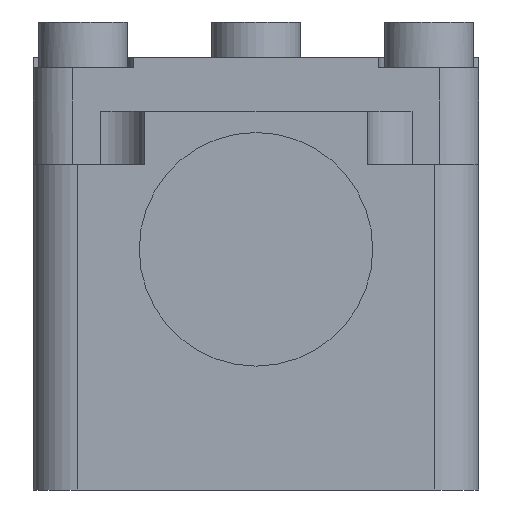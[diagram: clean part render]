
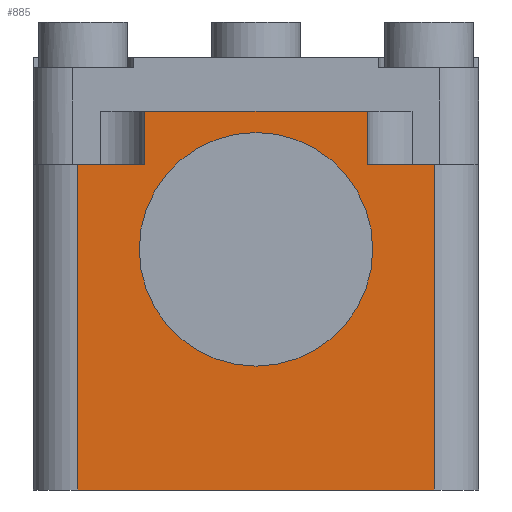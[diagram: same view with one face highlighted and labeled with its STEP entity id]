
A CAD part, front view. The second image highlights one B-rep face of the part: STEP entity #885.
In plain terms, the highlighted planar face has unit normal (0, -1, 0).
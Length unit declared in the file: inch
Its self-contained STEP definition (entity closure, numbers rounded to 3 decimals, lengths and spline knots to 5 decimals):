
#51 = EDGE_CURVE ( 'NONE', #2110, #2479, #4984, .T. ) ;
#54 = ORIENTED_EDGE ( 'NONE', *, *, #2591, .F. ) ;
#116 = CARTESIAN_POINT ( 'NONE',  ( 1.22441, -2.50787, 1.14961 ) ) ;
#153 = VERTEX_POINT ( 'NONE', #1816 ) ;
#158 = CARTESIAN_POINT ( 'NONE',  ( 0.59449, -2.50787, 0.4378 ) ) ;
#237 = CARTESIAN_POINT ( 'NONE',  ( -0.19291, -2.50787, 1.14961 ) ) ;
#247 = DIRECTION ( 'NONE',  ( 0., 0., 1. ) ) ;
#278 = PLANE ( 'NONE',  #4486 ) ;
#368 = VERTEX_POINT ( 'NONE', #1170 ) ;
#464 = ORIENTED_EDGE ( 'NONE', *, *, #3723, .F. ) ;
#498 = VECTOR ( 'NONE', #1833, 39.37008 ) ;
#565 = ORIENTED_EDGE ( 'NONE', *, *, #4291, .F. ) ;
#595 = CIRCLE ( 'NONE', #3526, 0.4126 ) ;
#711 = ORIENTED_EDGE ( 'NONE', *, *, #1292, .F. ) ;
#729 = CARTESIAN_POINT ( 'NONE',  ( -0.19291, -2.50787, 1.37795 ) ) ;
#741 = DIRECTION ( 'NONE',  ( 0., 0., 1. ) ) ;
#885 = ADVANCED_FACE ( 'NONE', ( #2237, #1923 ), #278, .F. ) ;
#935 = EDGE_CURVE ( 'NONE', #5101, #4189, #4307, .T. ) ;
#1016 = CARTESIAN_POINT ( 'NONE',  ( 0.98819, -2.50787, 1.37795 ) ) ;
#1170 = CARTESIAN_POINT ( 'NONE',  ( 0.20079, -2.50787, 1.33858 ) ) ;
#1187 = VERTEX_POINT ( 'NONE', #4095 ) ;
#1228 = VERTEX_POINT ( 'NONE', #116 ) ;
#1235 = CARTESIAN_POINT ( 'NONE',  ( 0.20079, -2.50787, 1.37795 ) ) ;
#1282 = CARTESIAN_POINT ( 'NONE',  ( 0.59449, -2.50787, 0.85039 ) ) ;
#1292 = EDGE_CURVE ( 'NONE', #153, #1547, #3238, .T. ) ;
#1419 = DIRECTION ( 'NONE',  ( 0., -1., 0. ) ) ;
#1447 = CARTESIAN_POINT ( 'NONE',  ( 0.59449, -2.50787, 0.85039 ) ) ;
#1468 = DIRECTION ( 'NONE',  ( 1., 0., 0. ) ) ;
#1512 = VECTOR ( 'NONE', #741, 39.37008 ) ;
#1547 = VERTEX_POINT ( 'NONE', #158 ) ;
#1561 = ORIENTED_EDGE ( 'NONE', *, *, #3983, .F. ) ;
#1748 = DIRECTION ( 'NONE',  ( 0., 0., -1. ) ) ;
#1783 = CARTESIAN_POINT ( 'NONE',  ( -0.03543, -2.50787, 0. ) ) ;
#1815 = LINE ( 'NONE', #3422, #3992 ) ;
#1816 = CARTESIAN_POINT ( 'NONE',  ( 0.59449, -2.50787, 1.26299 ) ) ;
#1833 = DIRECTION ( 'NONE',  ( 1., 0., 0. ) ) ;
#1870 = DIRECTION ( 'NONE',  ( 0., 0., 1. ) ) ;
#1906 = ORIENTED_EDGE ( 'NONE', *, *, #2214, .F. ) ;
#1923 = FACE_BOUND ( 'NONE', #2525, .T. ) ;
#2059 = AXIS2_PLACEMENT_3D ( 'NONE', #1447, #1419, #3941 ) ;
#2110 = VERTEX_POINT ( 'NONE', #2258 ) ;
#2214 = EDGE_CURVE ( 'NONE', #1187, #3065, #2810, .T. ) ;
#2237 = FACE_OUTER_BOUND ( 'NONE', #4289, .T. ) ;
#2258 = CARTESIAN_POINT ( 'NONE',  ( 0.98819, -2.50787, 1.33858 ) ) ;
#2421 = VECTOR ( 'NONE', #1748, 39.37008 ) ;
#2463 = EDGE_CURVE ( 'NONE', #2479, #1228, #5048, .T. ) ;
#2479 = VERTEX_POINT ( 'NONE', #3063 ) ;
#2525 = EDGE_LOOP ( 'NONE', ( #4347, #711 ) ) ;
#2591 = EDGE_CURVE ( 'NONE', #5101, #1187, #1815, .T. ) ;
#2705 = CARTESIAN_POINT ( 'NONE',  ( -0.19291, -2.50787, 1.33858 ) ) ;
#2730 = VECTOR ( 'NONE', #5137, 39.37008 ) ;
#2810 = LINE ( 'NONE', #4020, #2867 ) ;
#2867 = VECTOR ( 'NONE', #4739, 39.37008 ) ;
#2880 = CARTESIAN_POINT ( 'NONE',  ( 1.22441, -2.50787, 1.37795 ) ) ;
#2892 = VECTOR ( 'NONE', #1468, 39.37008 ) ;
#2995 = DIRECTION ( 'NONE',  ( 0., 0., -1. ) ) ;
#3032 = ORIENTED_EDGE ( 'NONE', *, *, #2463, .F. ) ;
#3045 = CARTESIAN_POINT ( 'NONE',  ( -0.19291, -2.50787, 0. ) ) ;
#3063 = CARTESIAN_POINT ( 'NONE',  ( 0.98819, -2.50787, 1.14961 ) ) ;
#3065 = VERTEX_POINT ( 'NONE', #4630 ) ;
#3238 = CIRCLE ( 'NONE', #2059, 0.4126 ) ;
#3279 = LINE ( 'NONE', #2880, #2421 ) ;
#3422 = CARTESIAN_POINT ( 'NONE',  ( -0.03543, -2.50787, 1.37795 ) ) ;
#3488 = CARTESIAN_POINT ( 'NONE',  ( 1.22441, -2.50787, 0. ) ) ;
#3526 = AXIS2_PLACEMENT_3D ( 'NONE', #1282, #4083, #3721 ) ;
#3721 = DIRECTION ( 'NONE',  ( 0., 0., -1. ) ) ;
#3723 = EDGE_CURVE ( 'NONE', #368, #2110, #4687, .T. ) ;
#3750 = VECTOR ( 'NONE', #2995, 39.37008 ) ;
#3846 = DIRECTION ( 'NONE',  ( 0., 1., 0. ) ) ;
#3941 = DIRECTION ( 'NONE',  ( 0., 0., -1. ) ) ;
#3983 = EDGE_CURVE ( 'NONE', #1228, #4189, #3279, .T. ) ;
#3992 = VECTOR ( 'NONE', #1870, 39.37008 ) ;
#4020 = CARTESIAN_POINT ( 'NONE',  ( -0.19291, -2.50787, 1.14961 ) ) ;
#4083 = DIRECTION ( 'NONE',  ( 0., -1., 0. ) ) ;
#4095 = CARTESIAN_POINT ( 'NONE',  ( -0.03543, -2.50787, 1.14961 ) ) ;
#4189 = VERTEX_POINT ( 'NONE', #3488 ) ;
#4289 = EDGE_LOOP ( 'NONE', ( #54, #4866, #1561, #3032, #5135, #464, #565, #1906 ) ) ;
#4291 = EDGE_CURVE ( 'NONE', #3065, #368, #4322, .T. ) ;
#4307 = LINE ( 'NONE', #3045, #2730 ) ;
#4322 = LINE ( 'NONE', #1235, #1512 ) ;
#4347 = ORIENTED_EDGE ( 'NONE', *, *, #4485, .F. ) ;
#4485 = EDGE_CURVE ( 'NONE', #1547, #153, #595, .T. ) ;
#4486 = AXIS2_PLACEMENT_3D ( 'NONE', #729, #3846, #247 ) ;
#4630 = CARTESIAN_POINT ( 'NONE',  ( 0.20079, -2.50787, 1.14961 ) ) ;
#4687 = LINE ( 'NONE', #2705, #498 ) ;
#4739 = DIRECTION ( 'NONE',  ( 1., 0., 0. ) ) ;
#4866 = ORIENTED_EDGE ( 'NONE', *, *, #935, .T. ) ;
#4984 = LINE ( 'NONE', #1016, #3750 ) ;
#5048 = LINE ( 'NONE', #237, #2892 ) ;
#5101 = VERTEX_POINT ( 'NONE', #1783 ) ;
#5135 = ORIENTED_EDGE ( 'NONE', *, *, #51, .F. ) ;
#5137 = DIRECTION ( 'NONE',  ( 1., 0., 0. ) ) ;
